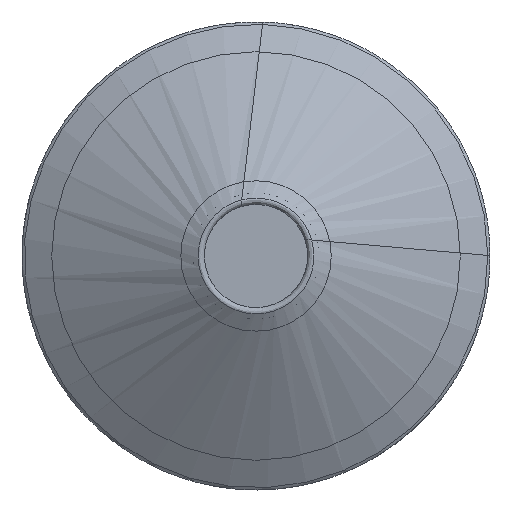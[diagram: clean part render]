
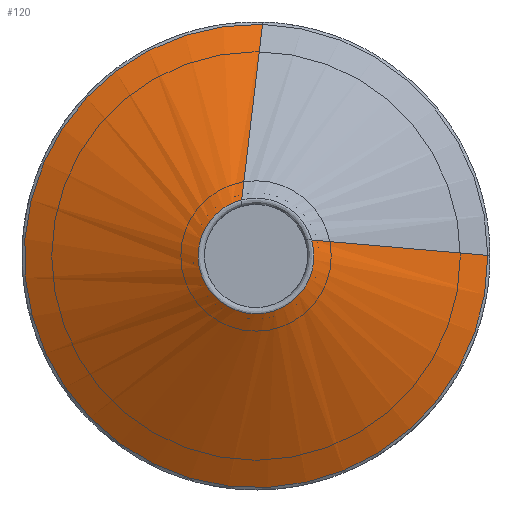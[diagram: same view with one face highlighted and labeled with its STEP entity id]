
A CAD part, left-side view. The second image highlights one B-rep face of the part: STEP entity #120.
In plain terms, the highlighted free-form (B-spline) face has degree [1, 3] with [2, 7] control points.
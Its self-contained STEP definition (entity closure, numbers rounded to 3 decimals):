
#33=(
BOUNDED_SURFACE()
B_SPLINE_SURFACE(1,3,((#616,#617,#618,#619,#620,#621,#622),(#623,#624,#625,
#626,#627,#628,#629)),.UNSPECIFIED.,.F.,.F.,.F.)
B_SPLINE_SURFACE_WITH_KNOTS((2,2),(4,3,4),(0.,1.),(0.,0.5,1.),
 .UNSPECIFIED.)
GEOMETRIC_REPRESENTATION_ITEM()
RATIONAL_B_SPLINE_SURFACE(((1.,0.584,0.584,1.,0.584,
0.584,1.),(1.,0.584,0.584,1.,0.584,
0.584,1.)))
REPRESENTATION_ITEM('')
SURFACE()
);
#44=LINE('',#614,#50);
#45=LINE('',#615,#51);
#50=VECTOR('',#485,1.);
#51=VECTOR('',#486,1.);
#81=FACE_OUTER_BOUND('',#187,.T.);
#120=ADVANCED_FACE('',(#81),#33,.F.);
#187=EDGE_LOOP('',(#234,#235,#236,#237));
#234=ORIENTED_EDGE('',*,*,#317,.F.);
#235=ORIENTED_EDGE('',*,*,#318,.F.);
#236=ORIENTED_EDGE('',*,*,#314,.T.);
#237=ORIENTED_EDGE('',*,*,#319,.F.);
#287=VERTEX_POINT('',#579);
#288=VERTEX_POINT('',#580);
#289=VERTEX_POINT('',#612);
#290=VERTEX_POINT('',#613);
#314=EDGE_CURVE('',#287,#288,#349,.T.);
#317=EDGE_CURVE('',#289,#290,#352,.T.);
#318=EDGE_CURVE('',#287,#289,#44,.T.);
#319=EDGE_CURVE('',#290,#288,#45,.T.);
#349=CIRCLE('',#395,2.538);
#352=CIRCLE('',#398,10.15);
#395=AXIS2_PLACEMENT_3D('',#578,#477,#478);
#398=AXIS2_PLACEMENT_3D('',#611,#483,#484);
#477=DIRECTION('',(1.,0.,0.));
#478=DIRECTION('',(0.,-0.961,0.276));
#483=DIRECTION('',(1.,0.,0.));
#484=DIRECTION('',(0.,-1.,0.003));
#485=DIRECTION('',(0.5,-0.863,-0.075));
#486=DIRECTION('',(-0.5,0.102,-0.86));
#578=CARTESIAN_POINT('',(0.058,0.,0.));
#579=CARTESIAN_POINT('',(0.058,-2.44,0.701));
#580=CARTESIAN_POINT('',(0.058,0.626,2.46));
#611=CARTESIAN_POINT('',(4.527,0.,0.));
#612=CARTESIAN_POINT('',(4.527,-10.15,0.026));
#613=CARTESIAN_POINT('',(4.527,-0.284,10.146));
#614=CARTESIAN_POINT('',(0.058,-2.44,0.701));
#615=CARTESIAN_POINT('',(0.058,0.626,2.46));
#616=CARTESIAN_POINT('',(0.058,-2.44,0.701));
#617=CARTESIAN_POINT('',(0.058,-3.181,-1.882));
#618=CARTESIAN_POINT('',(0.058,-1.067,-3.539));
#619=CARTESIAN_POINT('',(0.058,1.263,-2.202));
#620=CARTESIAN_POINT('',(0.058,3.594,-0.864));
#621=CARTESIAN_POINT('',(0.058,3.23,1.798));
#622=CARTESIAN_POINT('',(0.058,0.626,2.46));
#623=CARTESIAN_POINT('',(4.527,-10.15,0.026));
#624=CARTESIAN_POINT('',(4.527,-10.178,-10.717));
#625=CARTESIAN_POINT('',(4.527,-0.232,-14.778));
#626=CARTESIAN_POINT('',(4.527,7.268,-7.086));
#627=CARTESIAN_POINT('',(4.527,14.768,0.607));
#628=CARTESIAN_POINT('',(4.527,10.456,10.447));
#629=CARTESIAN_POINT('',(4.527,-0.284,10.146));
